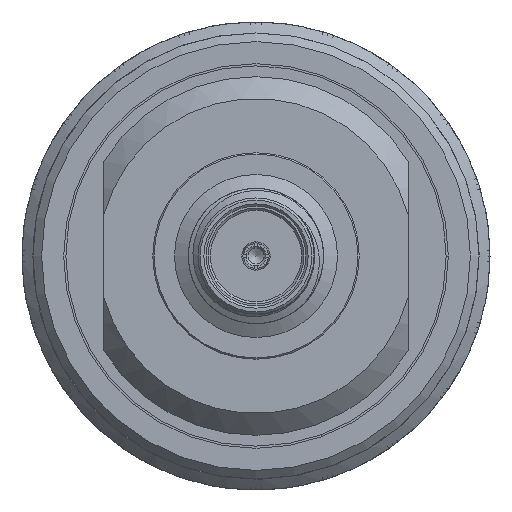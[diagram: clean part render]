
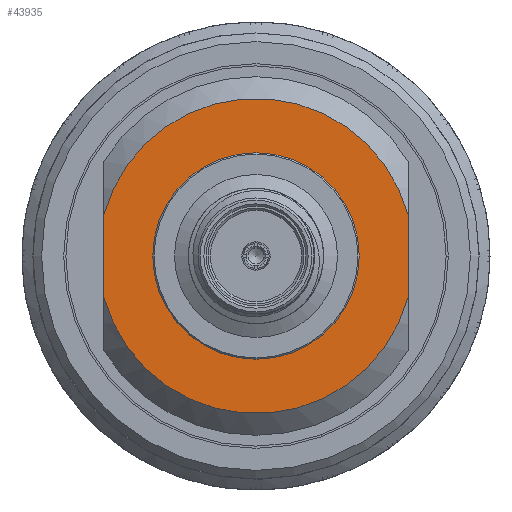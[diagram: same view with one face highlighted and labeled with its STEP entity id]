
A CAD part, left-side view. The second image highlights one B-rep face of the part: STEP entity #43935.
In plain terms, the highlighted planar face has unit normal (-1, 0, 0).
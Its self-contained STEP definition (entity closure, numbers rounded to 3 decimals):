
#5798=LINE('',#93273,#5934);
#5800=LINE('',#93289,#5936);
#5934=VECTOR('',#46118,1000.);
#5936=VECTOR('',#46126,1000.);
#6062=PLANE('',#44633);
#14566=ORIENTED_EDGE('',*,*,#19017,.F.);
#14567=ORIENTED_EDGE('',*,*,#19025,.T.);
#14568=ORIENTED_EDGE('',*,*,#19022,.F.);
#14569=ORIENTED_EDGE('',*,*,#19026,.T.);
#14570=ORIENTED_EDGE('',*,*,#19027,.T.);
#19017=EDGE_CURVE('',#21279,#21280,#5798,.T.);
#19022=EDGE_CURVE('',#21282,#21283,#5800,.T.);
#19025=EDGE_CURVE('',#21279,#21283,#21456,.T.);
#19026=EDGE_CURVE('',#21282,#21280,#21457,.T.);
#19027=EDGE_CURVE('',#21285,#21285,#21458,.F.);
#21279=VERTEX_POINT('',#93272);
#21280=VERTEX_POINT('',#93274);
#21282=VERTEX_POINT('',#93288);
#21283=VERTEX_POINT('',#93290);
#21285=VERTEX_POINT('',#93303);
#21456=CIRCLE('',#44632,7.25);
#21457=CIRCLE('',#44634,7.25);
#21458=CIRCLE('',#44635,4.75);
#23683=EDGE_LOOP('',(#14566,#14567,#14568,#14569));
#23684=EDGE_LOOP('',(#14570));
#25939=FACE_BOUND('',#23683,.T.);
#25940=FACE_BOUND('',#23684,.T.);
#43935=ADVANCED_FACE('',(#25939,#25940),#6062,.T.);
#44632=AXIS2_PLACEMENT_3D('',#93299,#46133,#46134);
#44633=AXIS2_PLACEMENT_3D('',#93300,#46135,#46136);
#44634=AXIS2_PLACEMENT_3D('',#93301,#46137,#46138);
#44635=AXIS2_PLACEMENT_3D('',#93302,#46139,#46140);
#46118=DIRECTION('',(0.,0.,1.));
#46126=DIRECTION('',(0.,0.,-1.));
#46133=DIRECTION('',(-1.,0.,0.));
#46134=DIRECTION('',(0.,0.,1.));
#46135=DIRECTION('',(-1.,0.,0.));
#46136=DIRECTION('',(0.,0.,1.));
#46137=DIRECTION('',(-1.,0.,0.));
#46138=DIRECTION('',(0.,0.,1.));
#46139=DIRECTION('',(-1.,0.,0.));
#46140=DIRECTION('',(0.,0.,1.));
#93272=CARTESIAN_POINT('',(-0.49,7.,-1.887));
#93273=CARTESIAN_POINT('',(-0.49,7.,8.75));
#93274=CARTESIAN_POINT('',(-0.49,7.,1.887));
#93288=CARTESIAN_POINT('',(-0.49,-7.,1.887));
#93289=CARTESIAN_POINT('',(-0.49,-7.,-8.75));
#93290=CARTESIAN_POINT('',(-0.49,-7.,-1.887));
#93299=CARTESIAN_POINT('',(-0.49,0.,0.));
#93300=CARTESIAN_POINT('',(-0.49,0.,0.));
#93301=CARTESIAN_POINT('',(-0.49,0.,0.));
#93302=CARTESIAN_POINT('',(-0.49,0.,0.));
#93303=CARTESIAN_POINT('',(-0.49,0.,4.75));
